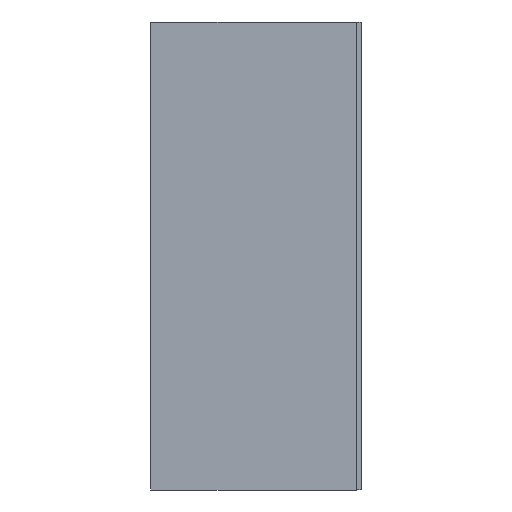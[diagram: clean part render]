
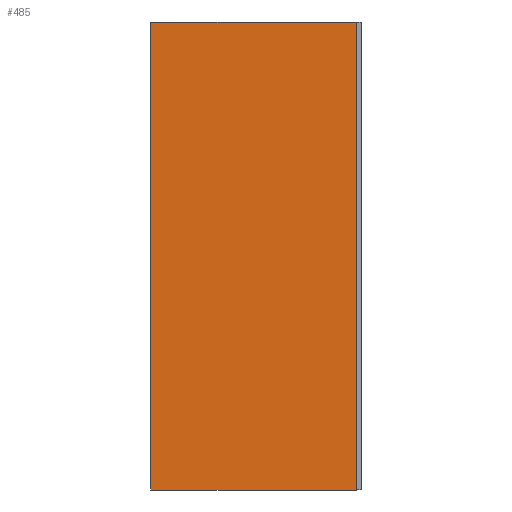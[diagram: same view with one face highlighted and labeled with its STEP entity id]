
A CAD part, front view. The second image highlights one B-rep face of the part: STEP entity #485.
In plain terms, the highlighted planar face has unit normal (0, -1, 0).
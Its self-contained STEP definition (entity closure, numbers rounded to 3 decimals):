
#6 = VERTEX_POINT ( 'NONE', #826 ) ;
#11 = VERTEX_POINT ( 'NONE', #825 ) ;
#13 = VERTEX_POINT ( 'NONE', #824 ) ;
#292 = CARTESIAN_POINT ( 'NONE',  ( 0., -3.356, -4.724 ) ) ;
#485 = ADVANCED_FACE ( 'NONE', ( #999 ), #793, .F. ) ;
#501 = DIRECTION ( 'NONE',  ( 0., 0., -1. ) ) ;
#502 = CARTESIAN_POINT ( 'NONE',  ( 22., -3.356, 45.276 ) ) ;
#503 = LINE ( 'NONE', #502, #754 ) ;
#527 = DIRECTION ( 'NONE',  ( 0., 0., -1. ) ) ;
#528 = CARTESIAN_POINT ( 'NONE',  ( 0., -3.356, 45.276 ) ) ;
#530 = LINE ( 'NONE', #528, #820 ) ;
#531 = DIRECTION ( 'NONE',  ( -1., 0., 0. ) ) ;
#534 = CARTESIAN_POINT ( 'NONE',  ( 22., -3.356, -4.724 ) ) ;
#536 = LINE ( 'NONE', #534, #832 ) ;
#612 = DIRECTION ( 'NONE',  ( -1., 0., 0. ) ) ;
#613 = CARTESIAN_POINT ( 'NONE',  ( 22., -3.356, 45.276 ) ) ;
#614 = LINE ( 'NONE', #613, #1015 ) ;
#660 = EDGE_CURVE ( 'NONE', #13, #11, #614, .T. ) ;
#754 = VECTOR ( 'NONE', #501, 1000. ) ;
#757 = EDGE_CURVE ( 'NONE', #6, #1081, #536, .T. ) ;
#759 = EDGE_CURVE ( 'NONE', #11, #1081, #530, .T. ) ;
#771 = DIRECTION ( 'NONE',  ( 0., 0., 1. ) ) ;
#773 = DIRECTION ( 'NONE',  ( 0., 1., 0. ) ) ;
#775 = CARTESIAN_POINT ( 'NONE',  ( 22., -3.356, 45.276 ) ) ;
#781 = EDGE_CURVE ( 'NONE', #13, #6, #503, .T. ) ;
#793 = PLANE ( 'NONE',  #1029 ) ;
#820 = VECTOR ( 'NONE', #527, 1000. ) ;
#824 = CARTESIAN_POINT ( 'NONE',  ( 22., -3.356, 45.276 ) ) ;
#825 = CARTESIAN_POINT ( 'NONE',  ( 0., -3.356, 45.276 ) ) ;
#826 = CARTESIAN_POINT ( 'NONE',  ( 22., -3.356, -4.724 ) ) ;
#832 = VECTOR ( 'NONE', #531, 1000. ) ;
#999 = FACE_OUTER_BOUND ( 'NONE', #1025, .T. ) ;
#1015 = VECTOR ( 'NONE', #612, 1000. ) ;
#1025 = EDGE_LOOP ( 'NONE', ( #1051, #1060, #1059, #1066 ) ) ;
#1029 = AXIS2_PLACEMENT_3D ( 'NONE', #775, #773, #771 ) ;
#1051 = ORIENTED_EDGE ( 'NONE', *, *, #759, .T. ) ;
#1059 = ORIENTED_EDGE ( 'NONE', *, *, #781, .F. ) ;
#1060 = ORIENTED_EDGE ( 'NONE', *, *, #757, .F. ) ;
#1066 = ORIENTED_EDGE ( 'NONE', *, *, #660, .T. ) ;
#1081 = VERTEX_POINT ( 'NONE', #292 ) ;
